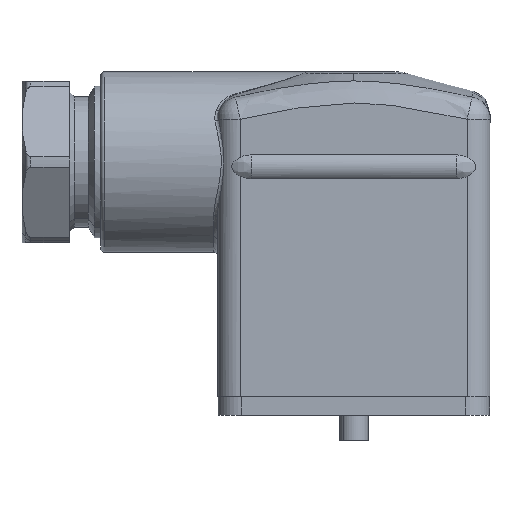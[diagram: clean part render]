
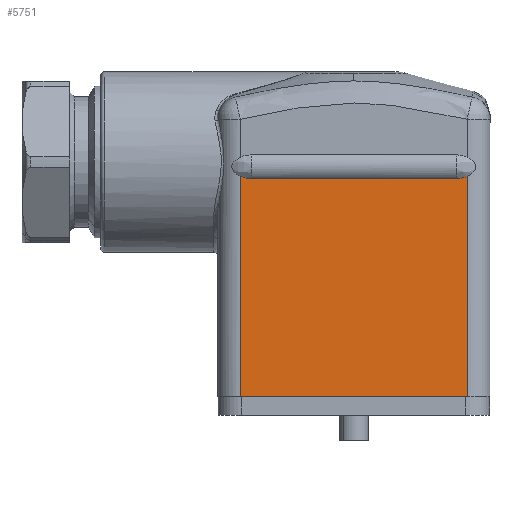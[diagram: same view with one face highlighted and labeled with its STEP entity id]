
A CAD part, left-side view. The second image highlights one B-rep face of the part: STEP entity #5751.
In plain terms, the highlighted planar face has unit normal (-1, 0, 0).
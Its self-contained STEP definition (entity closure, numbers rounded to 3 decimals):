
#5741=AXIS2_PLACEMENT_3D('Plane Axis2P3D',#5738,#5739,#5740) ;
#4814=CARTESIAN_POINT('Vertex',(0.6,26.3,4.6)) ;
#4817=CARTESIAN_POINT('Line Origine',(0.6,26.3,38.8)) ;
#4821=CARTESIAN_POINT('Vertex',(0.6,26.3,27.804)) ;
#4922=CARTESIAN_POINT('Vertex',(0.6,25.15,27.551)) ;
#4926=CARTESIAN_POINT('Control Point',(0.6,26.3,27.804)) ;
#4927=CARTESIAN_POINT('Control Point',(0.6,26.03,27.662)) ;
#4928=CARTESIAN_POINT('Control Point',(0.6,25.739,27.588)) ;
#4929=CARTESIAN_POINT('Control Point',(0.6,25.441,27.551)) ;
#4930=CARTESIAN_POINT('Control Point',(0.6,25.15,27.551)) ;
#4945=CARTESIAN_POINT('Line Origine',(0.6,25.15,27.551)) ;
#4949=CARTESIAN_POINT('Vertex',(0.6,3.55,27.551)) ;
#4983=CARTESIAN_POINT('Control Point',(0.6,3.55,27.551)) ;
#4984=CARTESIAN_POINT('Control Point',(0.6,3.259,27.551)) ;
#4985=CARTESIAN_POINT('Control Point',(0.6,2.971,27.586)) ;
#4986=CARTESIAN_POINT('Control Point',(0.6,2.671,27.662)) ;
#4987=CARTESIAN_POINT('Control Point',(0.6,2.4,27.804)) ;
#4988=CARTESIAN_POINT('Vertex',(0.6,2.4,27.804)) ;
#5024=CARTESIAN_POINT('Line Origine',(0.6,2.4,38.8)) ;
#5028=CARTESIAN_POINT('Vertex',(0.6,2.4,4.6)) ;
#5103=CARTESIAN_POINT('Line Origine',(0.6,14.35,4.6)) ;
#5738=CARTESIAN_POINT('Axis2P3D Location',(0.6,0.,38.8)) ;
#4818=DIRECTION('Vector Direction',(0.,0.,-1.)) ;
#4946=DIRECTION('Vector Direction',(0.,-1.,0.)) ;
#5025=DIRECTION('Vector Direction',(0.,0.,-1.)) ;
#5104=DIRECTION('Vector Direction',(0.,1.,0.)) ;
#5739=DIRECTION('Axis2P3D Direction',(-1.,0.,0.)) ;
#5740=DIRECTION('Axis2P3D XDirection',(0.,0.,1.)) ;
#4819=VECTOR('Line Direction',#4818,1.) ;
#4947=VECTOR('Line Direction',#4946,1.) ;
#5026=VECTOR('Line Direction',#5025,1.) ;
#5105=VECTOR('Line Direction',#5104,1.) ;
#5744=ORIENTED_EDGE('',*,*,#4931,.F.) ;
#5745=ORIENTED_EDGE('',*,*,#4823,.T.) ;
#5746=ORIENTED_EDGE('',*,*,#5107,.F.) ;
#5747=ORIENTED_EDGE('',*,*,#5030,.T.) ;
#5748=ORIENTED_EDGE('',*,*,#4990,.F.) ;
#5749=ORIENTED_EDGE('',*,*,#4951,.F.) ;
#5751=ADVANCED_FACE('Hauptkoerper',(#5750),#5742,.T.) ;
#4925=B_SPLINE_CURVE_WITH_KNOTS('',4,(#4926,#4927,#4928,#4929,#4930),.UNSPECIFIED.,.F.,.U.,(5,5),(0.,1.836),.UNSPECIFIED.) ;
#4982=B_SPLINE_CURVE_WITH_KNOTS('',4,(#4983,#4984,#4985,#4986,#4987),.UNSPECIFIED.,.F.,.U.,(5,5),(0.,1.838),.UNSPECIFIED.) ;
#4823=EDGE_CURVE('',#4822,#4815,#4820,.T.) ;
#4931=EDGE_CURVE('',#4822,#4923,#4925,.T.) ;
#4951=EDGE_CURVE('',#4923,#4950,#4948,.T.) ;
#4990=EDGE_CURVE('',#4950,#4989,#4982,.T.) ;
#5030=EDGE_CURVE('',#5029,#4989,#5027,.F.) ;
#5107=EDGE_CURVE('',#5029,#4815,#5106,.T.) ;
#5743=EDGE_LOOP('',(#5744,#5745,#5746,#5747,#5748,#5749)) ;
#5750=FACE_OUTER_BOUND('',#5743,.T.) ;
#4820=LINE('Line',#4817,#4819) ;
#4948=LINE('Line',#4945,#4947) ;
#5027=LINE('Line',#5024,#5026) ;
#5106=LINE('Line',#5103,#5105) ;
#5742=PLANE('',#5741) ;
#4815=VERTEX_POINT('',#4814) ;
#4822=VERTEX_POINT('',#4821) ;
#4923=VERTEX_POINT('',#4922) ;
#4950=VERTEX_POINT('',#4949) ;
#4989=VERTEX_POINT('',#4988) ;
#5029=VERTEX_POINT('',#5028) ;
